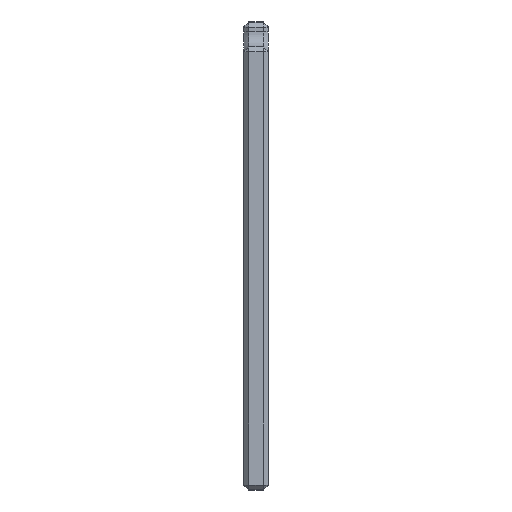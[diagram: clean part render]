
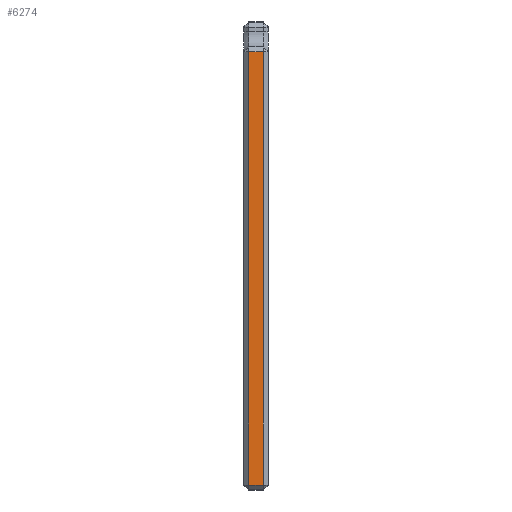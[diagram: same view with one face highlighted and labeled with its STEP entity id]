
A CAD part, front view. The second image highlights one B-rep face of the part: STEP entity #6274.
In plain terms, the highlighted planar face has unit normal (0, -1, 0).
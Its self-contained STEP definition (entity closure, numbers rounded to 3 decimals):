
#1796=DIRECTION('',(0.,0.,1.));
#1797=VECTOR('',#1796,87.);
#1798=CARTESIAN_POINT('',(-277.,-297.,2.7));
#1799=LINE('',#1798,#1797);
#2015=DIRECTION('',(1.,0.,0.));
#2016=VECTOR('',#2015,3.);
#2017=CARTESIAN_POINT('',(-277.,-297.,89.7));
#2018=LINE('',#2017,#2016);
#2050=DIRECTION('',(0.,0.,-1.));
#2051=VECTOR('',#2050,87.);
#2052=CARTESIAN_POINT('',(-274.,-297.,89.7));
#2053=LINE('',#2052,#2051);
#2092=DIRECTION('',(-1.,0.,0.));
#2093=VECTOR('',#2092,3.);
#2094=CARTESIAN_POINT('',(-274.,-297.,2.7));
#2095=LINE('',#2094,#2093);
#3739=CARTESIAN_POINT('',(-277.,-297.,89.7));
#3740=CARTESIAN_POINT('',(-274.,-297.,89.7));
#3741=VERTEX_POINT('',#3739);
#3742=VERTEX_POINT('',#3740);
#3743=CARTESIAN_POINT('',(-277.,-297.,2.7));
#3744=VERTEX_POINT('',#3743);
#3745=CARTESIAN_POINT('',(-274.,-297.,2.7));
#3746=VERTEX_POINT('',#3745);
#6261=CARTESIAN_POINT('',(-273.,-297.,172.7));
#6262=DIRECTION('',(0.,-1.,0.));
#6263=DIRECTION('',(0.,0.,-1.));
#6264=AXIS2_PLACEMENT_3D('',#6261,#6262,#6263);
#6265=PLANE('',#6264);
#6266=ORIENTED_EDGE('',*,*,#6170,.T.);
#6268=ORIENTED_EDGE('',*,*,#6267,.T.);
#6270=ORIENTED_EDGE('',*,*,#6269,.T.);
#6271=ORIENTED_EDGE('',*,*,#5882,.T.);
#6272=EDGE_LOOP('',(#6266,#6268,#6270,#6271));
#6273=FACE_OUTER_BOUND('',#6272,.F.);
#5882=EDGE_CURVE('',#3744,#3741,#1799,.T.);
#6170=EDGE_CURVE('',#3741,#3742,#2018,.T.);
#6267=EDGE_CURVE('',#3742,#3746,#2053,.T.);
#6269=EDGE_CURVE('',#3746,#3744,#2095,.T.);
#6274=ADVANCED_FACE('',(#6273),#6265,.T.);
